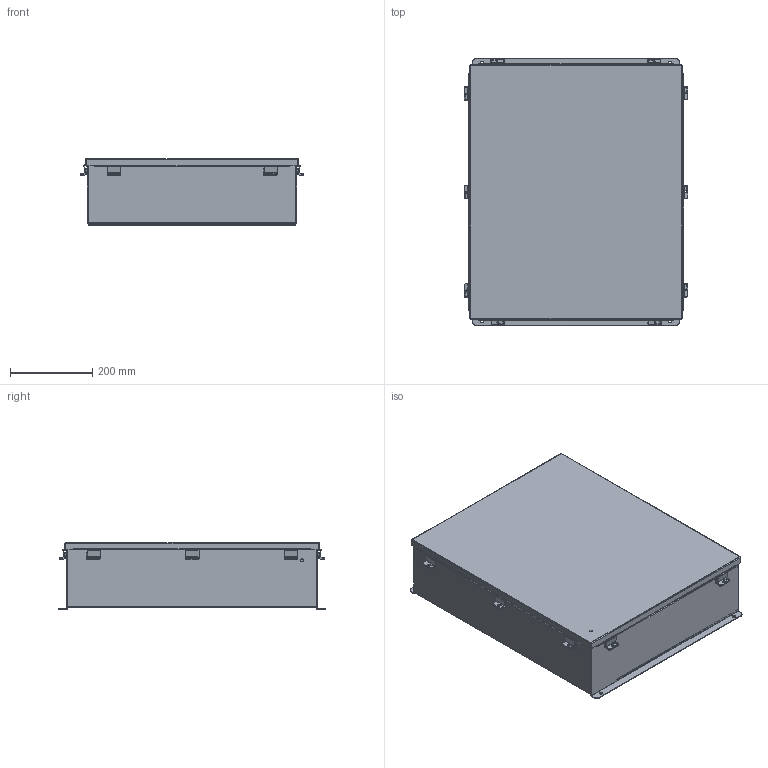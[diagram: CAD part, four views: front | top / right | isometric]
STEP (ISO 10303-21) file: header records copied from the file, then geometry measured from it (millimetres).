
FILE_DESCRIPTION (( 'STEP AP203' ), '1' );
FILE_NAME ('N242006NFSSWP.STEP', '2014-03-27T13:55:56', ( 'changeme' ), ( 'Microsoft' ), 'SwSTEP 2.0', 'SolidWorks 2013', '' );
FILE_SCHEMA (( 'CONFIG_CONTROL_DESIGN' ));
Length unit declared in the file: inch
Products named in the file (10): N242006NFSSWP JIC Cover Clamp; N242006NFSSWP JIC Top; N242006NFSSWP JIC Bottom; N242006NFSSWP; N242006NFSSWP JIC Enclosure Template; N242006NFSSWP HW-CD-S-25020-034; N242006NFSSWP JIC_Cover_Template; N242006NFSSWP JIC_Standoff; N242006NFSSWP JIC Backpanel; N242006NFSSWP JIC Clamp Bracket
Assembly tree (31 placements, depth 2):
  N242006NFSSWP
    N242006NFSSWP JIC Enclosure Template
    N242006NFSSWP JIC_Cover_Template
    N242006NFSSWP JIC_Standoff  x4
    N242006NFSSWP JIC Backpanel
    N242006NFSSWP JIC Clamp Bracket  x10
    N242006NFSSWP JIC Cover Clamp  x10
    N242006NFSSWP JIC Top
    N242006NFSSWP JIC Bottom
    N242006NFSSWP HW-CD-S-25020-034  x2
Bounding box: 543.73 x 647.08 x 162.3 mm (x, y, z)
Volume: 2549978.5 mm3; surface area: 2707828.2 mm2
Topology: 31 solids, 31 shells, 732 faces, 1620 edges, 956 vertices
Faces by surface type: plane 484, cylinder 228, bspline 8, torus 8, cone 4
Entity records: 9940 total; most frequent: CARTESIAN_POINT 1762, DIRECTION 1420, ORIENTED_EDGE 1284, EDGE_CURVE 642, AXIS2_PLACEMENT_3D 484, LINE 452, VECTOR 452, VERTEX_POINT 378
